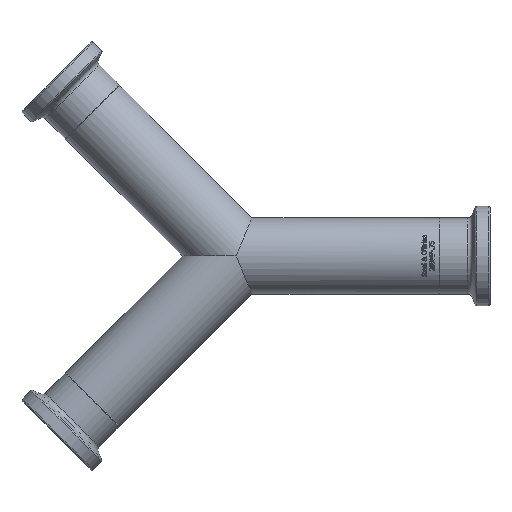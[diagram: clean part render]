
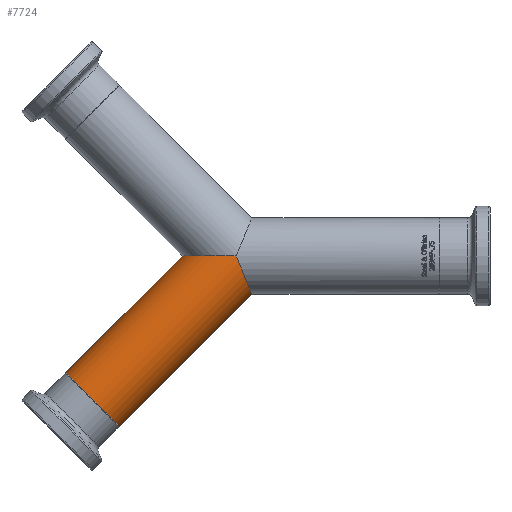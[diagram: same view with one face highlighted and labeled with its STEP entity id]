
A CAD part, top view. The second image highlights one B-rep face of the part: STEP entity #7724.
In plain terms, the highlighted cylindrical face has radius 9.525 mm (diameter 19.05 mm), a full revolution.
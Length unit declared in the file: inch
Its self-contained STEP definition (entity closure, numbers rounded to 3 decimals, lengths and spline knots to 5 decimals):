
#68=ELLIPSE('',#8289,0.53033,0.375);
#69=ELLIPSE('',#8290,0.40587,0.375);
#874=FACE_OUTER_BOUND('',#1341,.T.);
#1341=EDGE_LOOP('',(#7148,#7149,#7150,#7151,#7152));
#1583=CIRCLE('',#8218,0.375);
#2101=LINE('',#17446,#2572);
#2572=VECTOR('',#9845,0.375);
#3597=VERTEX_POINT('',#17096);
#3598=VERTEX_POINT('',#17098);
#3677=VERTEX_POINT('',#17323);
#4808=EDGE_CURVE('',#3677,#3677,#1583,.T.);
#4867=EDGE_CURVE('',#3677,#3597,#2101,.T.);
#4868=EDGE_CURVE('',#3598,#3597,#68,.T.);
#4869=EDGE_CURVE('',#3597,#3598,#69,.T.);
#7148=ORIENTED_EDGE('',*,*,#4808,.T.);
#7149=ORIENTED_EDGE('',*,*,#4867,.T.);
#7150=ORIENTED_EDGE('',*,*,#4868,.F.);
#7151=ORIENTED_EDGE('',*,*,#4869,.F.);
#7152=ORIENTED_EDGE('',*,*,#4867,.F.);
#7242=CYLINDRICAL_SURFACE('',#8288,0.375);
#7724=ADVANCED_FACE('',(#874),#7242,.T.);
#8218=AXIS2_PLACEMENT_3D('',#17324,#9696,#9697);
#8288=AXIS2_PLACEMENT_3D('',#17445,#9843,#9844);
#8289=AXIS2_PLACEMENT_3D('',#17447,#9846,#9847);
#8290=AXIS2_PLACEMENT_3D('',#17448,#9848,#9849);
#9696=DIRECTION('center_axis',(0.707,0.707,0.));
#9697=DIRECTION('ref_axis',(0.,0.,
-1.));
#9843=DIRECTION('center_axis',(-0.707,-0.707,0.));
#9844=DIRECTION('ref_axis',(0.,0.,
-1.));
#9845=DIRECTION('',(0.707,0.707,0.));
#9846=DIRECTION('center_axis',(0.,1.,0.));
#9847=DIRECTION('ref_axis',(1.,0.,0.));
#9848=DIRECTION('center_axis',(0.924,0.383,0.));
#9849=DIRECTION('ref_axis',(0.383,-0.924,0.));
#17096=CARTESIAN_POINT('',(0.,0.,0.375));
#17098=CARTESIAN_POINT('',(0.,0.,-0.375));
#17323=CARTESIAN_POINT('',(-1.41447,-1.41396,0.375));
#17324=CARTESIAN_POINT('Origin',(-1.41447,-1.41396,0.));
#17445=CARTESIAN_POINT('Origin',(0.,0.,
0.));
#17446=CARTESIAN_POINT('',(0.,0.,0.375));
#17447=CARTESIAN_POINT('Origin',(0.,0.,
0.));
#17448=CARTESIAN_POINT('Origin',(0.,0.,
0.));
